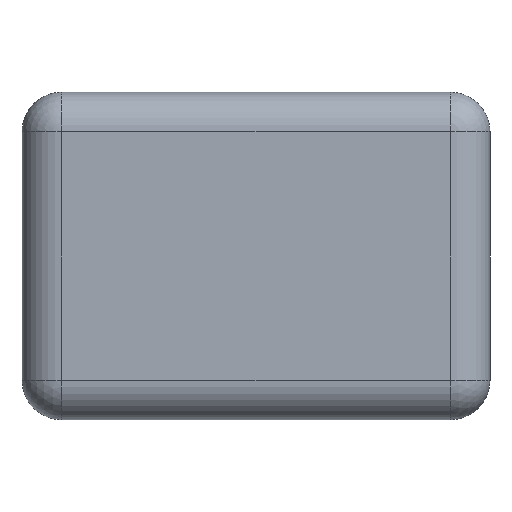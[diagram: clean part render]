
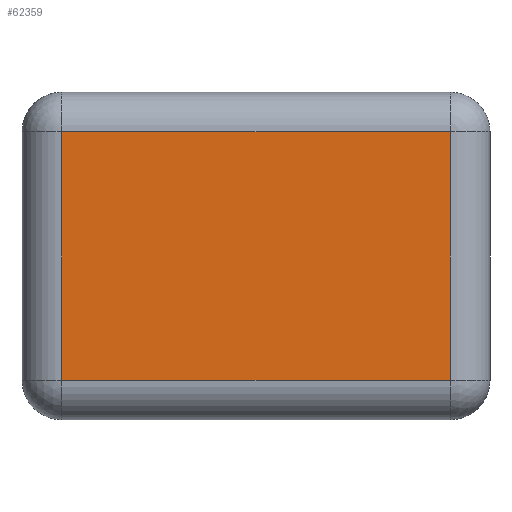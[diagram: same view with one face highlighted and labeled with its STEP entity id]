
A CAD part, front view. The second image highlights one B-rep face of the part: STEP entity #62359.
In plain terms, the highlighted planar face has unit normal (0, -1, 0).
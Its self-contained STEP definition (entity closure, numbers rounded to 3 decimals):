
#4725 = CARTESIAN_POINT ( 'NONE',  ( 471.925, -143.055, -250.4 ) ) ;
#13342 = CARTESIAN_POINT ( 'NONE',  ( -391.925, -143.055, -330.4 ) ) ;
#14198 = DIRECTION ( 'NONE',  ( 0., 0., -1. ) ) ;
#27728 = EDGE_CURVE ( 'NONE', #114878, #101216, #97655, .T. ) ;
#31766 = AXIS2_PLACEMENT_3D ( 'NONE', #119518, #74518, #14198 ) ;
#40477 = EDGE_CURVE ( 'NONE', #54418, #114878, #49741, .T. ) ;
#49062 = FACE_OUTER_BOUND ( 'NONE', #66867, .T. ) ;
#49741 = LINE ( 'NONE', #13342, #102017 ) ;
#54418 = VERTEX_POINT ( 'NONE', #98796 ) ;
#59025 = DIRECTION ( 'NONE',  ( 0., 0., -1. ) ) ;
#61704 = LINE ( 'NONE', #73315, #88130 ) ;
#62359 = ADVANCED_FACE ( 'NONE', ( #49062 ), #85398, .T. ) ;
#62882 = DIRECTION ( 'NONE',  ( -1., 0., 0. ) ) ;
#66867 = EDGE_LOOP ( 'NONE', ( #133140, #117372, #148822, #132298 ) ) ;
#73315 = CARTESIAN_POINT ( 'NONE',  ( 391.925, -143.055, 330.4 ) ) ;
#74518 = DIRECTION ( 'NONE',  ( 0., -1., 0. ) ) ;
#82282 = EDGE_CURVE ( 'NONE', #116016, #54418, #120237, .T. ) ;
#83732 = CARTESIAN_POINT ( 'NONE',  ( 391.925, -143.055, -250.4 ) ) ;
#85398 = PLANE ( 'NONE',  #31766 ) ;
#88130 = VECTOR ( 'NONE', #145373, 1000. ) ;
#97655 = LINE ( 'NONE', #4725, #108374 ) ;
#98796 = CARTESIAN_POINT ( 'NONE',  ( -391.925, -143.055, 250.4 ) ) ;
#101216 = VERTEX_POINT ( 'NONE', #83732 ) ;
#102017 = VECTOR ( 'NONE', #59025, 1000. ) ;
#104935 = EDGE_CURVE ( 'NONE', #101216, #116016, #61704, .T. ) ;
#108374 = VECTOR ( 'NONE', #147234, 1000. ) ;
#114878 = VERTEX_POINT ( 'NONE', #132635 ) ;
#116016 = VERTEX_POINT ( 'NONE', #139736 ) ;
#117372 = ORIENTED_EDGE ( 'NONE', *, *, #82282, .T. ) ;
#119518 = CARTESIAN_POINT ( 'NONE',  ( 0., -143.055, 0. ) ) ;
#120237 = LINE ( 'NONE', #120999, #129985 ) ;
#120999 = CARTESIAN_POINT ( 'NONE',  ( -471.925, -143.055, 250.4 ) ) ;
#129985 = VECTOR ( 'NONE', #62882, 1000. ) ;
#132298 = ORIENTED_EDGE ( 'NONE', *, *, #27728, .T. ) ;
#132635 = CARTESIAN_POINT ( 'NONE',  ( -391.925, -143.055, -250.4 ) ) ;
#133140 = ORIENTED_EDGE ( 'NONE', *, *, #104935, .T. ) ;
#139736 = CARTESIAN_POINT ( 'NONE',  ( 391.925, -143.055, 250.4 ) ) ;
#145373 = DIRECTION ( 'NONE',  ( 0., 0., 1. ) ) ;
#147234 = DIRECTION ( 'NONE',  ( 1., 0., 0. ) ) ;
#148822 = ORIENTED_EDGE ( 'NONE', *, *, #40477, .T. ) ;
